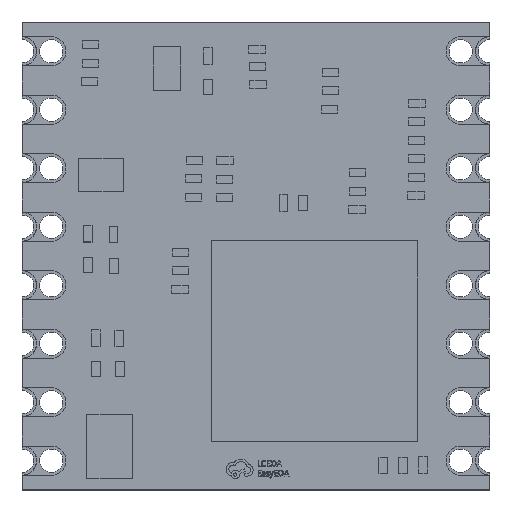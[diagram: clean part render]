
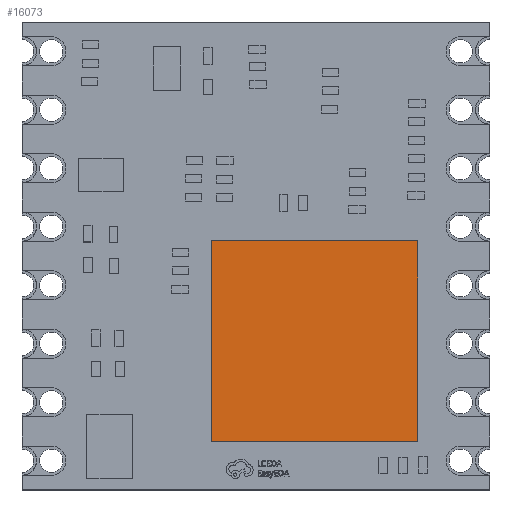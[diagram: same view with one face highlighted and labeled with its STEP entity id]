
A CAD part, top view. The second image highlights one B-rep face of the part: STEP entity #16073.
In plain terms, the highlighted planar face has unit normal (0, 0, 1).
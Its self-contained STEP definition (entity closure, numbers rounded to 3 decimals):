
#87 = DIRECTION ( 'NONE',  ( 1., 0., 0. ) ) ;
#543 = CARTESIAN_POINT ( 'NONE',  ( -1.512, 0.514, 1.8 ) ) ;
#1861 = VECTOR ( 'NONE', #28385, 1000. ) ;
#2179 = CARTESIAN_POINT ( 'NONE',  ( -1.512, 0.514, 1.8 ) ) ;
#2703 = CARTESIAN_POINT ( 'NONE',  ( -1.512, -6.345, 1.8 ) ) ;
#3974 = ORIENTED_EDGE ( 'NONE', *, *, #22407, .T. ) ;
#5973 = VERTEX_POINT ( 'NONE', #9321 ) ;
#7051 = EDGE_CURVE ( 'NONE', #5973, #23355, #23049, .T. ) ;
#7570 = CARTESIAN_POINT ( 'NONE',  ( 0., 0., 1.8 ) ) ;
#9321 = CARTESIAN_POINT ( 'NONE',  ( -1.512, 0.514, 1.8 ) ) ;
#9713 = CARTESIAN_POINT ( 'NONE',  ( 5.535, -6.345, 1.8 ) ) ;
#12441 = LINE ( 'NONE', #13073, #22101 ) ;
#12707 = EDGE_LOOP ( 'NONE', ( #24187, #29638, #18342, #3974 ) ) ;
#13073 = CARTESIAN_POINT ( 'NONE',  ( 5.535, 0.514, 1.8 ) ) ;
#14470 = DIRECTION ( 'NONE',  ( 0., 0., 1. ) ) ;
#14477 = AXIS2_PLACEMENT_3D ( 'NONE', #7570, #14470, #25152 ) ;
#14616 = CARTESIAN_POINT ( 'NONE',  ( -1.512, -6.345, 1.8 ) ) ;
#15407 = LINE ( 'NONE', #2703, #16166 ) ;
#16073 = ADVANCED_FACE ( 'NONE', ( #19923 ), #30100, .T. ) ;
#16166 = VECTOR ( 'NONE', #87, 1000. ) ;
#17206 = DIRECTION ( 'NONE',  ( -1., 0., 0. ) ) ;
#17381 = VECTOR ( 'NONE', #17206, 1000. ) ;
#17696 = VERTEX_POINT ( 'NONE', #31197 ) ;
#18342 = ORIENTED_EDGE ( 'NONE', *, *, #7051, .T. ) ;
#19923 = FACE_OUTER_BOUND ( 'NONE', #12707, .T. ) ;
#22101 = VECTOR ( 'NONE', #27785, 1000. ) ;
#22407 = EDGE_CURVE ( 'NONE', #23355, #32189, #15407, .T. ) ;
#23049 = LINE ( 'NONE', #543, #1861 ) ;
#23355 = VERTEX_POINT ( 'NONE', #14616 ) ;
#24073 = EDGE_CURVE ( 'NONE', #17696, #5973, #24726, .T. ) ;
#24187 = ORIENTED_EDGE ( 'NONE', *, *, #29890, .T. ) ;
#24726 = LINE ( 'NONE', #2179, #17381 ) ;
#25152 = DIRECTION ( 'NONE',  ( 1., 0., 0. ) ) ;
#27785 = DIRECTION ( 'NONE',  ( 0., 1., 0. ) ) ;
#28385 = DIRECTION ( 'NONE',  ( 0., -1., 0. ) ) ;
#29638 = ORIENTED_EDGE ( 'NONE', *, *, #24073, .T. ) ;
#29890 = EDGE_CURVE ( 'NONE', #32189, #17696, #12441, .T. ) ;
#30100 = PLANE ( 'NONE',  #14477 ) ;
#31197 = CARTESIAN_POINT ( 'NONE',  ( 5.535, 0.514, 1.8 ) ) ;
#32189 = VERTEX_POINT ( 'NONE', #9713 ) ;
